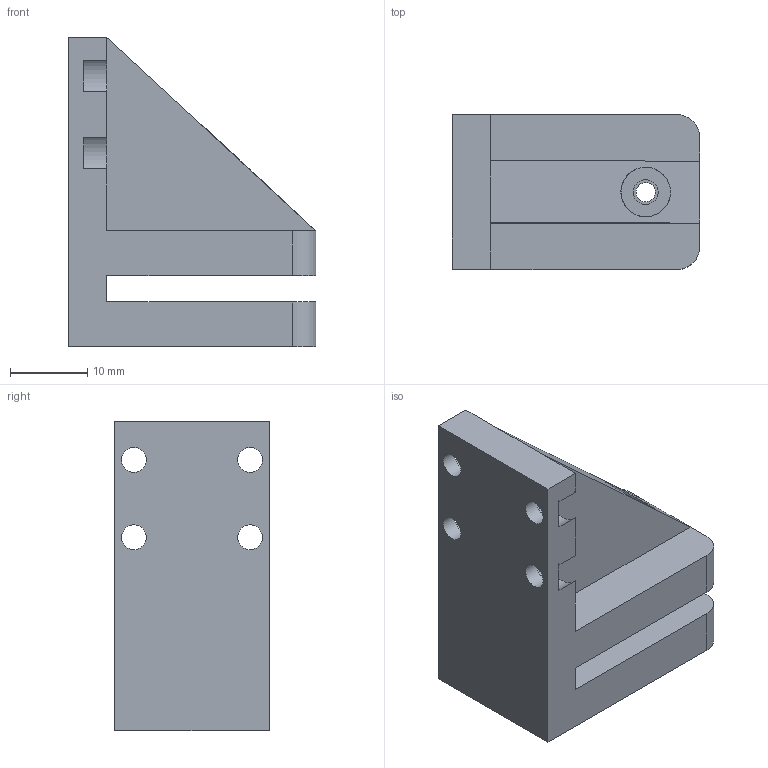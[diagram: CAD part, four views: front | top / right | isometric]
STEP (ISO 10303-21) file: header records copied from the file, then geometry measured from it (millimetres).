
FILE_DESCRIPTION(('FreeCAD Model'),'2;1');
FILE_NAME('Support-Palonnier.step','2015-11-25T22:45:34',('Author'),(''), 'Open CASCADE STEP processor 6.8','FreeCAD','Unknown');
FILE_SCHEMA(('AUTOMOTIVE_DESIGN_CC2 { 1 2 10303 214 -1 1 5 4 }'));
Length unit declared in the file: millimetre
Products named in the file (2): ASSEMBLY; Fillet003
Assembly tree (1 placements, depth 2):
  ASSEMBLY
    Fillet003
Bounding box: 32 x 20 x 40 mm (x, y, z)
Volume: 12135.7 mm3; surface area: 5878.9 mm2
Topology: 1 solids, 1 shells, 41 faces, 110 edges, 72 vertices
Faces by surface type: plane 22, cylinder 19
Full cylindrical faces by diameter (mm): 2.5 x1, 3.2 x5, 6.4 x1
Entity records: 2821 total; most frequent: CARTESIAN_POINT 592, DIRECTION 408, LINE 225, VECTOR 225, ORIENTED_EDGE 220, PCURVE 220, DEFINITIONAL_REPRESENTATION 220, EDGE_CURVE 110
